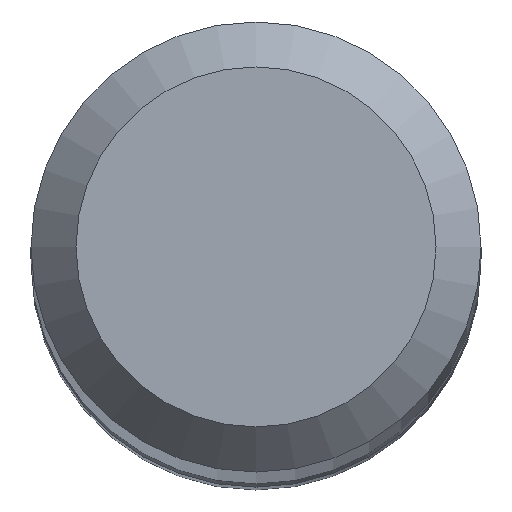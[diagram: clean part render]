
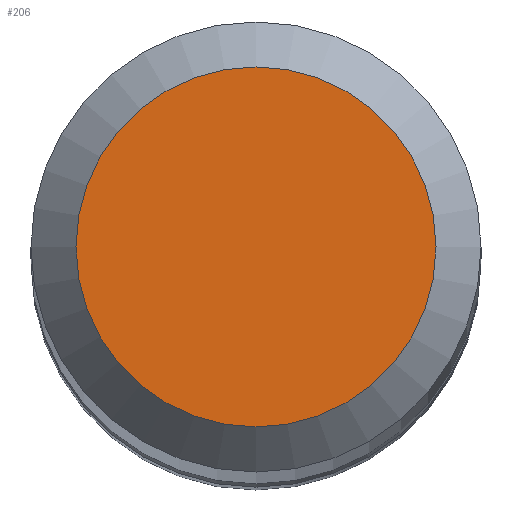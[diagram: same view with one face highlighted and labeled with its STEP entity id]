
A CAD part, top view. The second image highlights one B-rep face of the part: STEP entity #206.
In plain terms, the highlighted planar face has unit normal (0, 0, 1).
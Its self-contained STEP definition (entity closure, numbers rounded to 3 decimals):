
#4 = CARTESIAN_POINT ( 'NONE',  ( 0., 0., 70. ) ) ;
#19 = AXIS2_PLACEMENT_3D ( 'NONE', #4, #71, #43 ) ;
#29 = CARTESIAN_POINT ( 'NONE',  ( 0., 1.2, 70. ) ) ;
#43 = DIRECTION ( 'NONE',  ( 0., -1., 0. ) ) ;
#51 = VERTEX_POINT ( 'NONE', #29 ) ;
#71 = DIRECTION ( 'NONE',  ( 0., 0., 1. ) ) ;
#116 = DIRECTION ( 'NONE',  ( 0., 0., -1. ) ) ;
#121 = EDGE_CURVE ( 'NONE', #51, #51, #164, .T. ) ;
#148 = AXIS2_PLACEMENT_3D ( 'NONE', #227, #116, #209 ) ;
#162 = PLANE ( 'NONE',  #19 ) ;
#164 = CIRCLE ( 'NONE', #148, 1.2 ) ;
#206 = ADVANCED_FACE ( 'NONE', ( #286 ), #162, .T. ) ;
#209 = DIRECTION ( 'NONE',  ( 0., 1., 0. ) ) ;
#226 = EDGE_LOOP ( 'NONE', ( #258 ) ) ;
#227 = CARTESIAN_POINT ( 'NONE',  ( 0., 0., 70. ) ) ;
#258 = ORIENTED_EDGE ( 'NONE', *, *, #121, .F. ) ;
#286 = FACE_OUTER_BOUND ( 'NONE', #226, .T. ) ;
